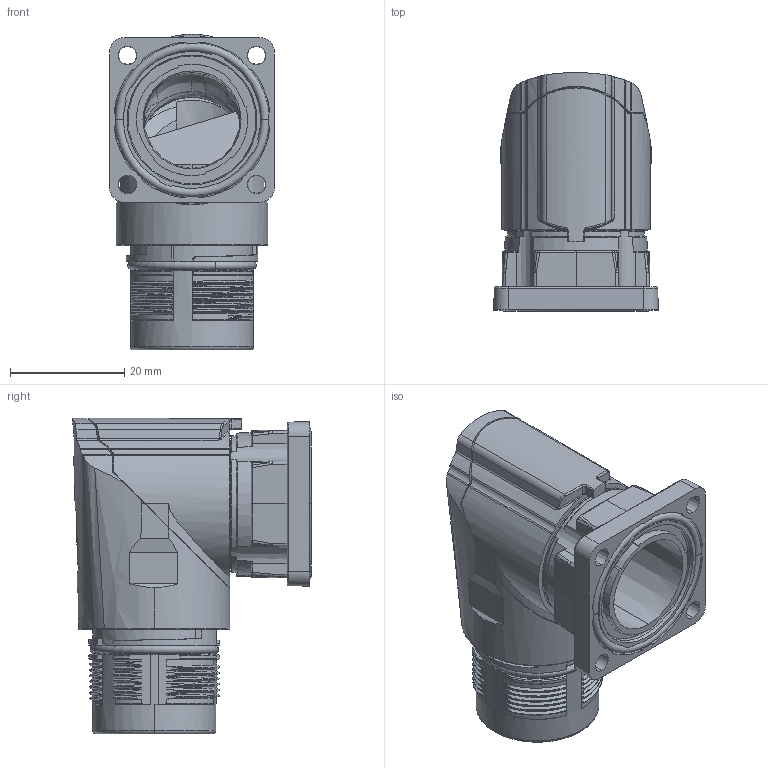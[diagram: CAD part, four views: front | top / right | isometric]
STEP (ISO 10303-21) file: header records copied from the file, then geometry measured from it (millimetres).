
FILE_DESCRIPTION((''),'2;1');
FILE_NAME('M23-MC06-BKP26-SE_ASM_SW0001','2020-12-24T',('zq.xu'),(''),'PRO/ENGINEER BY PARAMETRIC TECHNOLOGY CORPORATION, 2012480','PRO/ENGINEER BY PARAMETRIC TECHNOLOGY CORPORATION, 2012480','');
FILE_SCHEMA(('AUTOMOTIVE_DESIGN { 1 0 10303 214 1 1 1 1 }'));
Length unit declared in the file: millimetre
Products named in the file (1): M23-MC06-BKP26-SE_ASM_SW0001
Bounding box: 28.8 x 41.79 x 55.25 mm (x, y, z)
Volume: 21591.1 mm3; surface area: 24605.7 mm2
Topology: 2 solids, 2 shells, 2217 faces, 6520 edges, 4339 vertices
Faces by surface type: plane 714, cylinder 562, bspline 387, cone 305, torus 160, extrusion 71, sphere 18
Entity records: 110155 total; most frequent: CARTESIAN_POINT 55365, ORIENTED_EDGE 13006, DIRECTION 9472, EDGE_CURVE 6503, VERTEX_POINT 4339, AXIS2_PLACEMENT_3D 3576, B_SPLINE_CURVE_WITH_KNOTS 2508, EDGE_LOOP 2332
